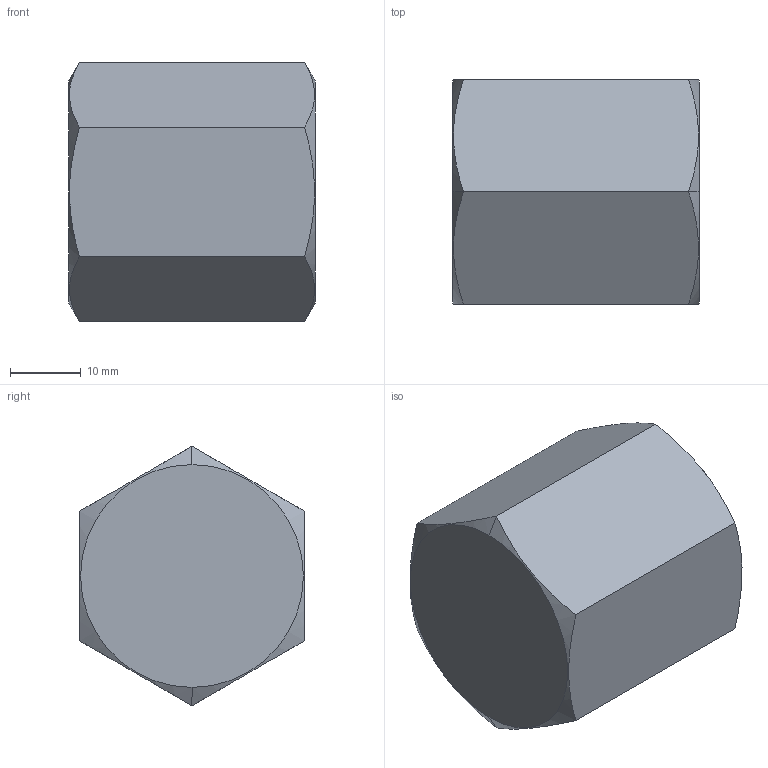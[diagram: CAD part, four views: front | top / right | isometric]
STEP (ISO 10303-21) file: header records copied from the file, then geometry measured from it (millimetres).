
FILE_DESCRIPTION (( 'STEP AP214' ), '1' );
FILE_NAME ('AD-580FSS-BL.STEP', '2017-03-13T16:22:00', ( 'Accounteks' ), ( '' ), 'SwSTEP 2.0', 'SolidWorks 2012', '' );
FILE_SCHEMA (( 'AUTOMOTIVE_DESIGN' ));
Length unit declared in the file: inch
Products named in the file (1): AD-580FSS-BL
Bounding box: 34.8 x 31.75 x 36.66 mm (x, y, z)
Volume: 21475.3 mm3; surface area: 7687.6 mm2
Topology: 1 solids, 1 shells, 123 faces, 328 edges, 215 vertices
Faces by surface type: bspline 67, plane 27, cylinder 18, cone 11
Entity records: 11004 total; most frequent: CARTESIAN_POINT 8455, ORIENTED_EDGE 652, EDGE_CURVE 326, DIRECTION 273, VERTEX_POINT 215, B_SPLINE_CURVE_WITH_KNOTS 182, EDGE_LOOP 133, LINE 129
